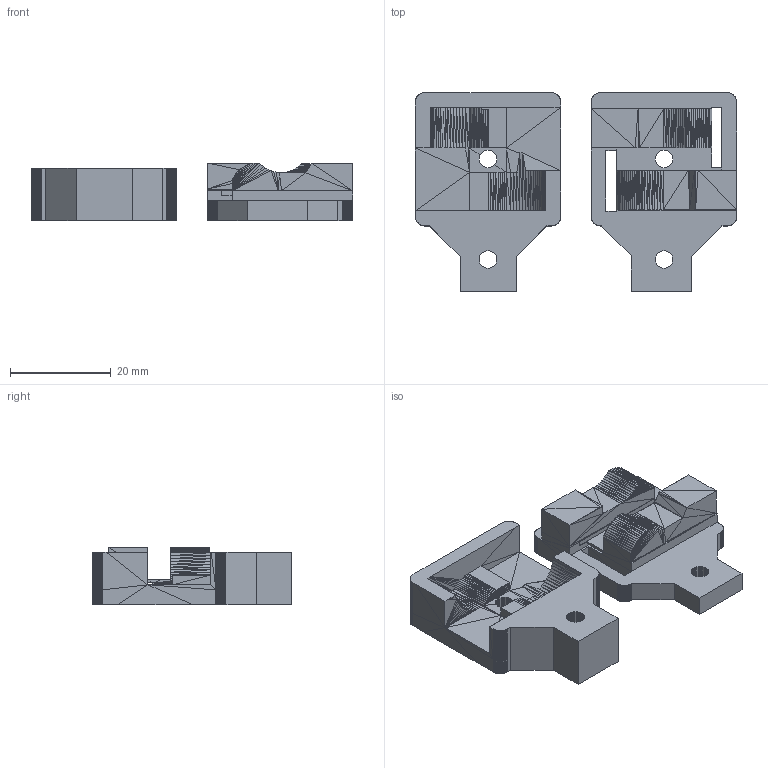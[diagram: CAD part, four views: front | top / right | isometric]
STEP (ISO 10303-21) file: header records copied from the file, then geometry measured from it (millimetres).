
FILE_DESCRIPTION(/* description */ (''),/* implementation_level */ '2;1');
FILE_NAME(/* name */ 'belt clamp v5.stp',/* time_stamp */ '2017-06-05T07:29:13-03:00',/* author */ (''),/* organization */ (''),/* preprocessor_version */ 'ST-DEVELOPER v16.13',/* originating_system */ 'Autodesk Translation Framework v6.1.1.50',/* authorisation */ '');
FILE_SCHEMA (('AUTOMOTIVE_DESIGN { 1 0 10303 214 3 1 1 }'));
Length unit declared in the file: millimetre
Products named in the file (1): belt clamp v5
Bounding box: 63.91 x 39.5 x 11.5 mm (x, y, z)
Volume: 12661.4 mm3; surface area: 7489 mm2
Topology: 2 solids, 2 shells, 1465 faces, 3083 edges, 1615 vertices
Faces by surface type: plane 1465
Entity records: 36739 total; most frequent: ORIENTED_EDGE 6200, CARTESIAN_POINT 6198, DIRECTION 6032, LINE 3100, VECTOR 3100, EDGE_CURVE 3100, VERTEX_POINT 1632, EDGE_LOOP 1476
